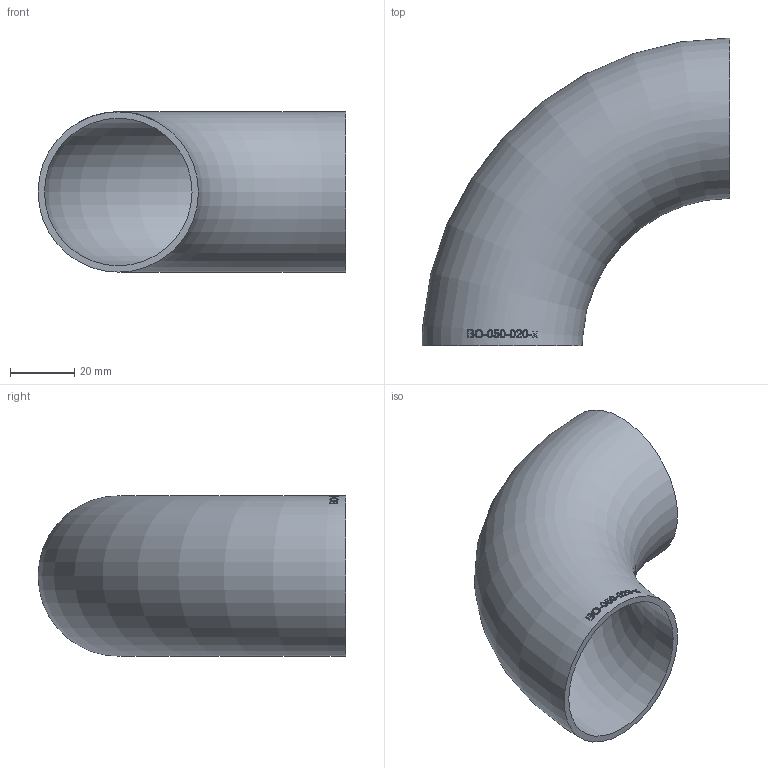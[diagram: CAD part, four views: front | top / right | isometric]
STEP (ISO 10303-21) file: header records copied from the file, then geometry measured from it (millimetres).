
FILE_DESCRIPTION (( 'STEP AP214' ), '1' );
FILE_NAME ('BO-050-020-x Bogen 1911.STEP', '2019-11-05T08:41:53', ( '' ), ( '' ), 'SwSTEP 2.0', 'SolidWorks 2016', '' );
FILE_SCHEMA (( 'AUTOMOTIVE_DESIGN' ));
Length unit declared in the file: millimetre
Products named in the file (1): BO-050-020-x Bogen 1911
Bounding box: 96 x 96 x 50 mm (x, y, z)
Volume: 33633.9 mm3; surface area: 34250.6 mm2
Topology: 1 solids, 1 shells, 131 faces, 334 edges, 223 vertices
Faces by surface type: bspline 65, plane 45, torus 21
Entity records: 8327 total; most frequent: CARTESIAN_POINT 4438, ORIENTED_EDGE 656, EDGE_CURVE 328, DIRECTION 250, VERTEX_POINT 220, B_SPLINE_CURVE_WITH_KNOTS 216, EDGE_LOOP 154, FACE_OUTER_BOUND 133
